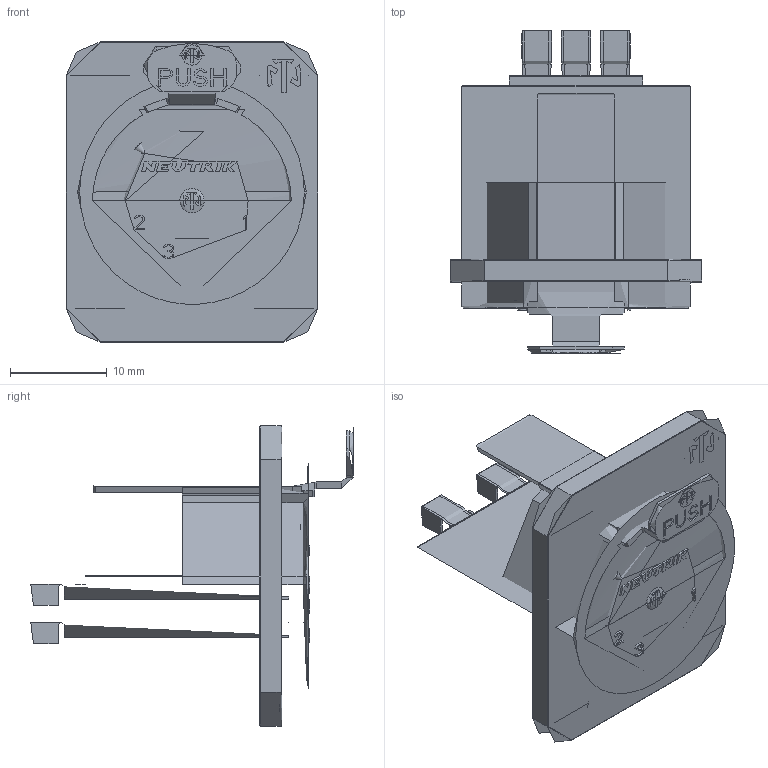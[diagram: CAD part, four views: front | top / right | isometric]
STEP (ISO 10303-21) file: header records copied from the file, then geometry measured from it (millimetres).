
FILE_DESCRIPTION(/* description */ (''),/* implementation_level */ '2;1');
FILE_NAME(/* name */ 'NC3FD-LX_01-GC-STEP',/* time_stamp */ '2018-07-18T19:10:41-07:00',/* author */ (''),/* organization */ (''),/* preprocessor_version */ 'ST-DEVELOPER v16.5',/* originating_system */ '',/* authorisation */ '');
FILE_SCHEMA (('AUTOMOTIVE_DESIGN'));
Length unit declared in the file: inch
Products named in the file (1): Document
Bounding box: 26 x 33.32 x 31 mm (x, y, z)
Volume: 343.2 mm3; surface area: 6915.7 mm2
Topology: 4 solids, 5 shells, 578 faces, 1556 edges, 1019 vertices
Faces by surface type: plane 406, bspline 172
Entity records: 19822 total; most frequent: CARTESIAN_POINT 9777, ORIENTED_EDGE 3097, EDGE_CURVE 1552, B_SPLINE_CURVE_WITH_KNOTS 1239, VERTEX_POINT 1019, EDGE_LOOP 623, ADVANCED_FACE 578, FACE_OUTER_BOUND 578
